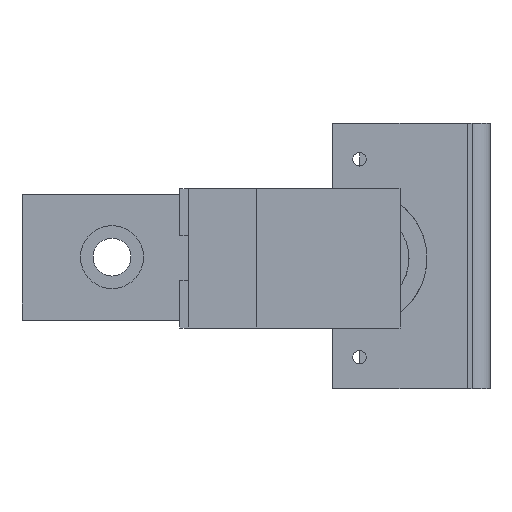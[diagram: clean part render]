
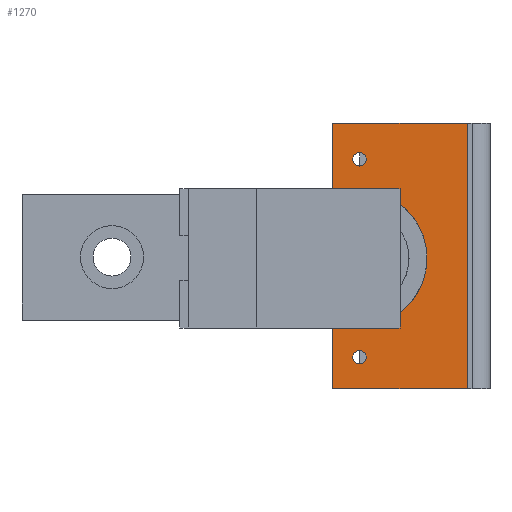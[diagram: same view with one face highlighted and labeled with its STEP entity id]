
A CAD part, front view. The second image highlights one B-rep face of the part: STEP entity #1270.
In plain terms, the highlighted planar face has unit normal (0, -1, 0).
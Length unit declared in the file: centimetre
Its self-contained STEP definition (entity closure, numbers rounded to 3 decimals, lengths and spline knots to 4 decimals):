
#78=FACE_BOUND('',#298,.T.);
#79=FACE_BOUND('',#299,.T.);
#131=PLANE('',#1389);
#201=FACE_OUTER_BOUND('',#297,.T.);
#297=EDGE_LOOP('',(#1173,#1174,#1175,#1176,#1177,#1178));
#298=EDGE_LOOP('',(#1179));
#299=EDGE_LOOP('',(#1180));
#420=LINE('',#2089,#544);
#421=LINE('',#2092,#545);
#423=LINE('',#2096,#547);
#425=LINE('',#2100,#549);
#427=LINE('',#2103,#551);
#544=VECTOR('',#1719,1.5252);
#545=VECTOR('',#1722,1.6252);
#547=VECTOR('',#1726,3.);
#549=VECTOR('',#1730,3.);
#551=VECTOR('',#1734,5.9);
#576=CIRCLE('',#1368,0.15);
#578=CIRCLE('',#1371,0.15);
#582=CIRCLE('',#1377,1.5);
#681=VERTEX_POINT('',#2054);
#683=VERTEX_POINT('',#2059);
#692=VERTEX_POINT('',#2079);
#693=VERTEX_POINT('',#2080);
#695=VERTEX_POINT('',#2087);
#696=VERTEX_POINT('',#2091);
#697=VERTEX_POINT('',#2095);
#698=VERTEX_POINT('',#2099);
#836=EDGE_CURVE('',#681,#681,#576,.T.);
#838=EDGE_CURVE('',#683,#683,#578,.T.);
#847=EDGE_CURVE('',#692,#693,#582,.T.);
#852=EDGE_CURVE('',#695,#692,#420,.T.);
#853=EDGE_CURVE('',#696,#693,#421,.T.);
#855=EDGE_CURVE('',#697,#695,#423,.T.);
#857=EDGE_CURVE('',#698,#696,#425,.T.);
#859=EDGE_CURVE('',#697,#698,#427,.T.);
#1173=ORIENTED_EDGE('',*,*,#847,.F.);
#1174=ORIENTED_EDGE('',*,*,#852,.F.);
#1175=ORIENTED_EDGE('',*,*,#855,.F.);
#1176=ORIENTED_EDGE('',*,*,#859,.T.);
#1177=ORIENTED_EDGE('',*,*,#857,.T.);
#1178=ORIENTED_EDGE('',*,*,#853,.T.);
#1179=ORIENTED_EDGE('',*,*,#836,.T.);
#1180=ORIENTED_EDGE('',*,*,#838,.T.);
#1270=ADVANCED_FACE('',(#201,#78,#79),#131,.F.);
#1368=AXIS2_PLACEMENT_3D('',#2055,#1687,#1688);
#1371=AXIS2_PLACEMENT_3D('',#2060,#1693,#1694);
#1377=AXIS2_PLACEMENT_3D('',#2081,#1710,#1711);
#1389=AXIS2_PLACEMENT_3D('',#2112,#1745,#1746);
#1687=DIRECTION('center_axis',(0.,1.,0.));
#1688=DIRECTION('ref_axis',(1.,0.,0.));
#1693=DIRECTION('center_axis',(0.,1.,0.));
#1694=DIRECTION('ref_axis',(1.,0.,0.));
#1710=DIRECTION('center_axis',(0.,-1.,0.));
#1711=DIRECTION('ref_axis',(1.,0.,0.));
#1719=DIRECTION('',(0.,0.,1.));
#1722=DIRECTION('',(0.,0.,-1.));
#1726=DIRECTION('',(-1.,0.,0.));
#1730=DIRECTION('',(-1.,0.,0.));
#1734=DIRECTION('',(0.,0.,1.));
#1745=DIRECTION('center_axis',(0.,1.,0.));
#1746=DIRECTION('ref_axis',(1.,0.,0.));
#2054=CARTESIAN_POINT('',(1.565,-3.5288,3.1938));
#2055=CARTESIAN_POINT('Origin',(1.715,-3.5288,3.1938));
#2059=CARTESIAN_POINT('',(1.565,-3.5288,-1.2062));
#2060=CARTESIAN_POINT('Origin',(1.715,-3.5288,-1.2062));
#2079=CARTESIAN_POINT('',(1.115,-3.5288,-0.381));
#2080=CARTESIAN_POINT('',(1.115,-3.5288,2.3686));
#2081=CARTESIAN_POINT('Origin',(1.715,-3.5288,0.9938));
#2087=CARTESIAN_POINT('',(1.115,-3.5288,-1.9062));
#2089=CARTESIAN_POINT('',(1.115,-3.5288,-0.5062));
#2091=CARTESIAN_POINT('',(1.115,-3.5288,3.9938));
#2092=CARTESIAN_POINT('',(1.115,-3.5288,2.4938));
#2095=CARTESIAN_POINT('',(4.115,-3.5288,-1.9062));
#2096=CARTESIAN_POINT('',(4.715,-3.5288,-1.9062));
#2099=CARTESIAN_POINT('',(4.115,-3.5288,3.9938));
#2100=CARTESIAN_POINT('',(1.715,-3.5288,3.9938));
#2103=CARTESIAN_POINT('',(4.115,-3.5288,2.9938));
#2112=CARTESIAN_POINT('Origin',(2.465,-3.5288,0.9938));
